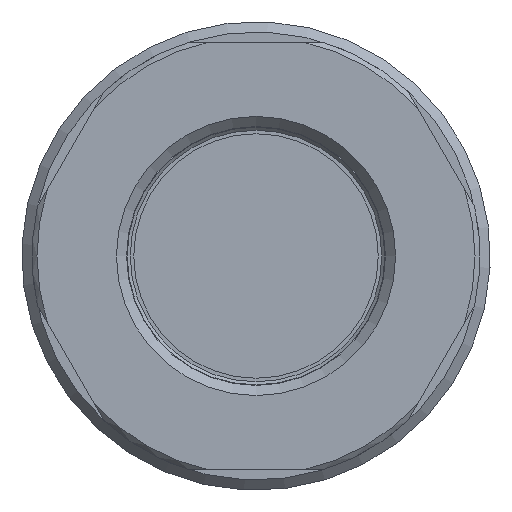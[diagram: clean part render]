
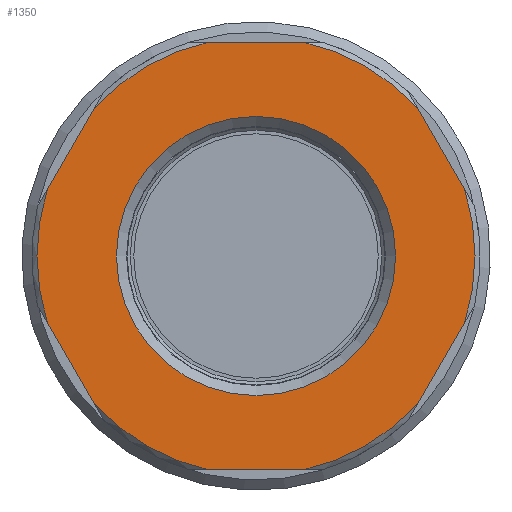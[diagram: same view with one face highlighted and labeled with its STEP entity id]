
A CAD part, left-side view. The second image highlights one B-rep face of the part: STEP entity #1350.
In plain terms, the highlighted planar face has unit normal (-1, 0, 0).
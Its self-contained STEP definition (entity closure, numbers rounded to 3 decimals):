
#176=FACE_BOUND('',#342,.T.);
#194=PLANE('',#1513);
#254=FACE_OUTER_BOUND('',#341,.T.);
#341=EDGE_LOOP('',(#1123,#1124,#1125,#1126,#1127,#1128,#1129,#1130,#1131,
#1132,#1133,#1134));
#342=EDGE_LOOP('',(#1135));
#400=LINE('',#2259,#455);
#401=LINE('',#2263,#456);
#402=LINE('',#2267,#457);
#403=LINE('',#2271,#458);
#404=LINE('',#2275,#459);
#405=LINE('',#2279,#460);
#455=VECTOR('',#1832,10.);
#456=VECTOR('',#1835,10.);
#457=VECTOR('',#1838,10.);
#458=VECTOR('',#1841,10.);
#459=VECTOR('',#1844,10.);
#460=VECTOR('',#1847,10.);
#542=CIRCLE('',#1510,6.85);
#544=CIRCLE('',#1514,10.75);
#545=CIRCLE('',#1515,10.75);
#546=CIRCLE('',#1516,10.75);
#547=CIRCLE('',#1517,10.75);
#548=CIRCLE('',#1518,10.75);
#549=CIRCLE('',#1519,10.75);
#644=VERTEX_POINT('',#2249);
#646=VERTEX_POINT('',#2257);
#647=VERTEX_POINT('',#2258);
#648=VERTEX_POINT('',#2260);
#649=VERTEX_POINT('',#2262);
#650=VERTEX_POINT('',#2264);
#651=VERTEX_POINT('',#2266);
#652=VERTEX_POINT('',#2268);
#653=VERTEX_POINT('',#2270);
#654=VERTEX_POINT('',#2272);
#655=VERTEX_POINT('',#2274);
#656=VERTEX_POINT('',#2276);
#657=VERTEX_POINT('',#2278);
#810=EDGE_CURVE('',#644,#644,#542,.T.);
#814=EDGE_CURVE('',#646,#647,#400,.T.);
#815=EDGE_CURVE('',#648,#647,#544,.T.);
#816=EDGE_CURVE('',#648,#649,#401,.T.);
#817=EDGE_CURVE('',#650,#649,#545,.T.);
#818=EDGE_CURVE('',#650,#651,#402,.T.);
#819=EDGE_CURVE('',#652,#651,#546,.T.);
#820=EDGE_CURVE('',#652,#653,#403,.T.);
#821=EDGE_CURVE('',#654,#653,#547,.T.);
#822=EDGE_CURVE('',#654,#655,#404,.T.);
#823=EDGE_CURVE('',#656,#655,#548,.T.);
#824=EDGE_CURVE('',#656,#657,#405,.T.);
#825=EDGE_CURVE('',#646,#657,#549,.T.);
#1123=ORIENTED_EDGE('',*,*,#814,.T.);
#1124=ORIENTED_EDGE('',*,*,#815,.F.);
#1125=ORIENTED_EDGE('',*,*,#816,.T.);
#1126=ORIENTED_EDGE('',*,*,#817,.F.);
#1127=ORIENTED_EDGE('',*,*,#818,.T.);
#1128=ORIENTED_EDGE('',*,*,#819,.F.);
#1129=ORIENTED_EDGE('',*,*,#820,.T.);
#1130=ORIENTED_EDGE('',*,*,#821,.F.);
#1131=ORIENTED_EDGE('',*,*,#822,.T.);
#1132=ORIENTED_EDGE('',*,*,#823,.F.);
#1133=ORIENTED_EDGE('',*,*,#824,.T.);
#1134=ORIENTED_EDGE('',*,*,#825,.F.);
#1135=ORIENTED_EDGE('',*,*,#810,.F.);
#1350=ADVANCED_FACE('',(#254,#176),#194,.T.);
#1510=AXIS2_PLACEMENT_3D('',#2250,#1822,#1823);
#1513=AXIS2_PLACEMENT_3D('',#2256,#1830,#1831);
#1514=AXIS2_PLACEMENT_3D('',#2261,#1833,#1834);
#1515=AXIS2_PLACEMENT_3D('',#2265,#1836,#1837);
#1516=AXIS2_PLACEMENT_3D('',#2269,#1839,#1840);
#1517=AXIS2_PLACEMENT_3D('',#2273,#1842,#1843);
#1518=AXIS2_PLACEMENT_3D('',#2277,#1845,#1846);
#1519=AXIS2_PLACEMENT_3D('',#2280,#1848,#1849);
#1822=DIRECTION('center_axis',(-1.,0.,0.));
#1823=DIRECTION('ref_axis',(0.,0.,-1.));
#1830=DIRECTION('center_axis',(-1.,0.,0.));
#1831=DIRECTION('ref_axis',(0.,0.,1.));
#1832=DIRECTION('',(0.,-0.5,-0.866));
#1833=DIRECTION('center_axis',(1.,0.,0.));
#1834=DIRECTION('ref_axis',(0.,-1.,0.));
#1835=DIRECTION('',(0.,-1.,0.));
#1836=DIRECTION('center_axis',(1.,0.,0.));
#1837=DIRECTION('ref_axis',(0.,-1.,0.));
#1838=DIRECTION('',(0.,-0.5,0.866));
#1839=DIRECTION('center_axis',(1.,0.,0.));
#1840=DIRECTION('ref_axis',(0.,-1.,0.));
#1841=DIRECTION('',(0.,0.5,0.866));
#1842=DIRECTION('center_axis',(1.,0.,0.));
#1843=DIRECTION('ref_axis',(0.,-1.,0.));
#1844=DIRECTION('',(0.,1.,0.));
#1845=DIRECTION('center_axis',(1.,0.,0.));
#1846=DIRECTION('ref_axis',(0.,-1.,0.));
#1847=DIRECTION('',(0.,0.5,-0.866));
#1848=DIRECTION('center_axis',(1.,0.,0.));
#1849=DIRECTION('ref_axis',(0.,-1.,0.));
#2249=CARTESIAN_POINT('',(0.,0.,6.85));
#2250=CARTESIAN_POINT('Origin',(0.,0.,0.));
#2256=CARTESIAN_POINT('Origin',(0.,0.,0.));
#2257=CARTESIAN_POINT('',(0.,10.246,-3.254));
#2258=CARTESIAN_POINT('',(0.,7.941,-7.246));
#2259=CARTESIAN_POINT('',(0.,10.609,-2.625));
#2260=CARTESIAN_POINT('',(0.,2.305,-10.5));
#2261=CARTESIAN_POINT('Origin',(0.,0.,0.));
#2262=CARTESIAN_POINT('',(0.,-2.305,-10.5));
#2263=CARTESIAN_POINT('',(0.,3.031,-10.5));
#2264=CARTESIAN_POINT('',(0.,-7.941,-7.246));
#2265=CARTESIAN_POINT('Origin',(0.,0.,0.));
#2266=CARTESIAN_POINT('',(0.,-10.246,-3.254));
#2267=CARTESIAN_POINT('',(0.,-7.578,-7.875));
#2268=CARTESIAN_POINT('',(0.,-10.246,3.254));
#2269=CARTESIAN_POINT('Origin',(0.,0.,0.));
#2270=CARTESIAN_POINT('',(0.,-7.941,7.246));
#2271=CARTESIAN_POINT('',(0.,-10.609,2.625));
#2272=CARTESIAN_POINT('',(0.,-2.305,10.5));
#2273=CARTESIAN_POINT('Origin',(0.,0.,0.));
#2274=CARTESIAN_POINT('',(0.,2.305,10.5));
#2275=CARTESIAN_POINT('',(0.,-3.031,10.5));
#2276=CARTESIAN_POINT('',(0.,7.941,7.246));
#2277=CARTESIAN_POINT('Origin',(0.,0.,0.));
#2278=CARTESIAN_POINT('',(0.,10.246,3.254));
#2279=CARTESIAN_POINT('',(0.,7.578,7.875));
#2280=CARTESIAN_POINT('Origin',(0.,0.,0.));
